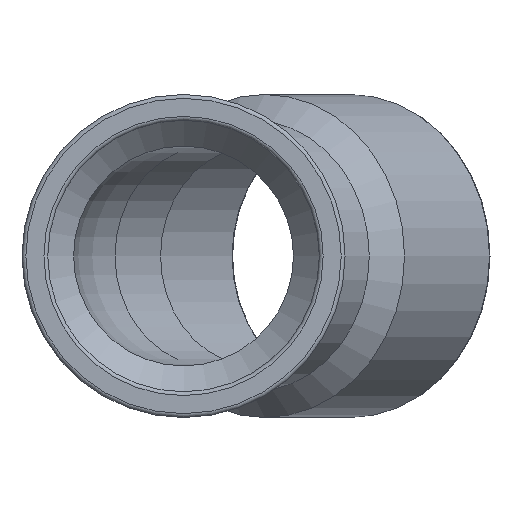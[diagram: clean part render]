
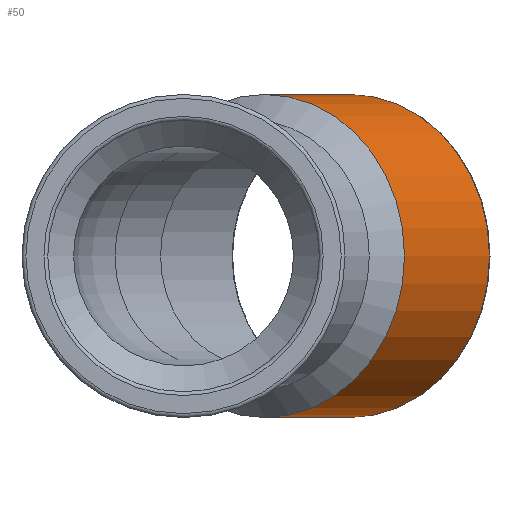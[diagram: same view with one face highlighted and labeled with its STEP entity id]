
A CAD part, front view. The second image highlights one B-rep face of the part: STEP entity #50.
In plain terms, the highlighted cylindrical face has radius 119 mm (diameter 238 mm), a full revolution.
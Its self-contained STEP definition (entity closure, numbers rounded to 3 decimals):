
#50=ADVANCED_FACE('',(#117,#118),#119,.T.);
#117=FACE_OUTER_BOUND('',#220,.T.);
#118=FACE_OUTER_BOUND('',#221,.T.);
#119=CYLINDRICAL_SURFACE('',#222,119.);
#220=EDGE_LOOP('',(#319));
#221=EDGE_LOOP('',(#320));
#222=AXIS2_PLACEMENT_3D('',#321,#322,#323);
#319=ORIENTED_EDGE('',*,*,#460,.F.);
#320=ORIENTED_EDGE('',*,*,#461,.T.);
#321=CARTESIAN_POINT('',(19.697,281.61,0.));
#322=DIRECTION('',(0.5,0.866,0.));
#323=DIRECTION('',(0.866,-0.5,0.));
#460=EDGE_CURVE('',#510,#510,#511,.T.);
#461=EDGE_CURVE('',#512,#512,#513,.T.);
#510=VERTEX_POINT('',#582);
#511=CIRCLE('',#583,119.);
#512=VERTEX_POINT('',#584);
#513=CIRCLE('',#585,119.);
#582=CARTESIAN_POINT('',(162.759,291.401,0.));
#583=AXIS2_PLACEMENT_3D('',#654,#655,#656);
#584=CARTESIAN_POINT('',(225.384,399.871,0.));
#585=AXIS2_PLACEMENT_3D('',#657,#658,#659);
#654=CARTESIAN_POINT('',(59.702,350.901,0.));
#655=DIRECTION('',(-0.5,-0.866,0.));
#656=DIRECTION('',(0.866,-0.5,0.));
#657=CARTESIAN_POINT('',(122.327,459.371,0.));
#658=DIRECTION('',(-0.5,-0.866,0.));
#659=DIRECTION('',(0.866,-0.5,0.));
